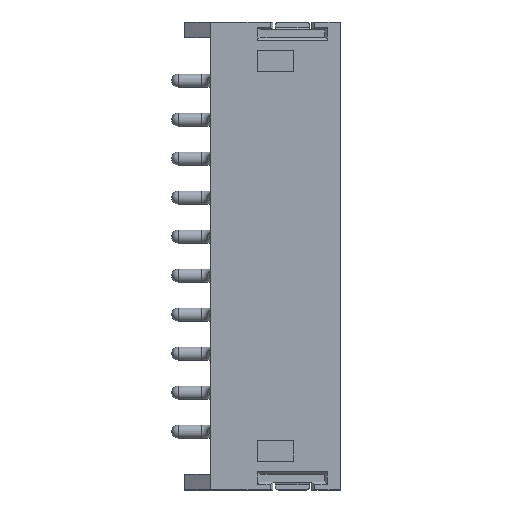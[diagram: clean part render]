
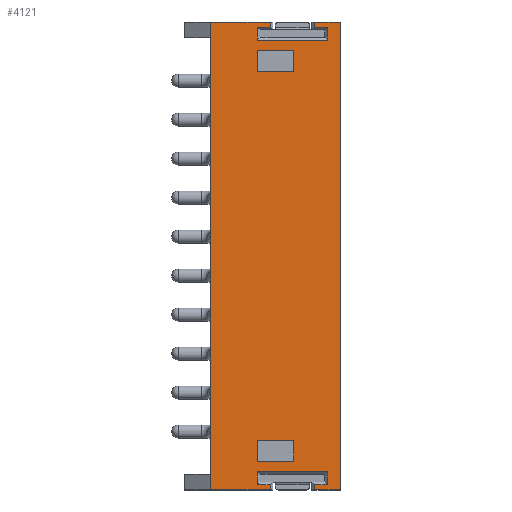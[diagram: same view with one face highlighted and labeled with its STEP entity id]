
A CAD part, top view. The second image highlights one B-rep face of the part: STEP entity #4121.
In plain terms, the highlighted planar face has unit normal (0, 0, 1).
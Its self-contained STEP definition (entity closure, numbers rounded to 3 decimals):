
#14=FACE_BOUND('',#546,.T.);
#15=FACE_BOUND('',#547,.T.);
#57=PLANE('',#4496);
#318=FACE_OUTER_BOUND('',#545,.T.);
#545=EDGE_LOOP('',(#3133,#3134,#3135,#3136,#3137,#3138,#3139,#3140,#3141,
#3142,#3143,#3144,#3145,#3146,#3147,#3148,#3149,#3150,#3151,#3152));
#546=EDGE_LOOP('',(#3153,#3154,#3155,#3156));
#547=EDGE_LOOP('',(#3157,#3158,#3159,#3160));
#774=LINE('',#6532,#1212);
#776=LINE('',#6537,#1214);
#782=LINE('',#6548,#1220);
#783=LINE('',#6550,#1221);
#785=LINE('',#6554,#1223);
#788=LINE('',#6560,#1226);
#793=LINE('',#6569,#1231);
#798=LINE('',#6579,#1236);
#800=LINE('',#6583,#1238);
#801=LINE('',#6585,#1239);
#802=LINE('',#6587,#1240);
#803=LINE('',#6589,#1241);
#804=LINE('',#6591,#1242);
#805=LINE('',#6593,#1243);
#806=LINE('',#6595,#1244);
#807=LINE('',#6597,#1245);
#808=LINE('',#6599,#1246);
#809=LINE('',#6601,#1247);
#810=LINE('',#6603,#1248);
#811=LINE('',#6604,#1249);
#812=LINE('',#6607,#1250);
#813=LINE('',#6609,#1251);
#814=LINE('',#6611,#1252);
#815=LINE('',#6612,#1253);
#816=LINE('',#6615,#1254);
#817=LINE('',#6617,#1255);
#818=LINE('',#6619,#1256);
#819=LINE('',#6620,#1257);
#1212=VECTOR('',#5162,10.);
#1214=VECTOR('',#5166,10.);
#1220=VECTOR('',#5174,10.);
#1221=VECTOR('',#5177,10.);
#1223=VECTOR('',#5181,10.);
#1226=VECTOR('',#5186,10.);
#1231=VECTOR('',#5193,10.);
#1236=VECTOR('',#5204,10.);
#1238=VECTOR('',#5208,10.);
#1239=VECTOR('',#5209,10.);
#1240=VECTOR('',#5210,10.);
#1241=VECTOR('',#5211,10.);
#1242=VECTOR('',#5212,10.);
#1243=VECTOR('',#5213,10.);
#1244=VECTOR('',#5214,10.);
#1245=VECTOR('',#5215,10.);
#1246=VECTOR('',#5216,10.);
#1247=VECTOR('',#5217,10.);
#1248=VECTOR('',#5218,10.);
#1249=VECTOR('',#5219,10.);
#1250=VECTOR('',#5220,10.);
#1251=VECTOR('',#5221,10.);
#1252=VECTOR('',#5222,10.);
#1253=VECTOR('',#5223,10.);
#1254=VECTOR('',#5224,10.);
#1255=VECTOR('',#5225,10.);
#1256=VECTOR('',#5226,10.);
#1257=VECTOR('',#5227,10.);
#1865=VERTEX_POINT('',#6529);
#1866=VERTEX_POINT('',#6531);
#1867=VERTEX_POINT('',#6535);
#1868=VERTEX_POINT('',#6536);
#1872=VERTEX_POINT('',#6546);
#1873=VERTEX_POINT('',#6553);
#1875=VERTEX_POINT('',#6559);
#1878=VERTEX_POINT('',#6567);
#1880=VERTEX_POINT('',#6578);
#1881=VERTEX_POINT('',#6582);
#1882=VERTEX_POINT('',#6584);
#1883=VERTEX_POINT('',#6586);
#1884=VERTEX_POINT('',#6588);
#1885=VERTEX_POINT('',#6590);
#1886=VERTEX_POINT('',#6592);
#1887=VERTEX_POINT('',#6594);
#1888=VERTEX_POINT('',#6596);
#1889=VERTEX_POINT('',#6598);
#1890=VERTEX_POINT('',#6600);
#1891=VERTEX_POINT('',#6602);
#1892=VERTEX_POINT('',#6605);
#1893=VERTEX_POINT('',#6606);
#1894=VERTEX_POINT('',#6608);
#1895=VERTEX_POINT('',#6610);
#1896=VERTEX_POINT('',#6613);
#1897=VERTEX_POINT('',#6614);
#1898=VERTEX_POINT('',#6616);
#1899=VERTEX_POINT('',#6618);
#2320=EDGE_CURVE('',#1865,#1866,#774,.T.);
#2322=EDGE_CURVE('',#1867,#1868,#776,.T.);
#2328=EDGE_CURVE('',#1872,#1865,#782,.T.);
#2329=EDGE_CURVE('',#1868,#1872,#783,.T.);
#2331=EDGE_CURVE('',#1873,#1867,#785,.T.);
#2334=EDGE_CURVE('',#1866,#1875,#788,.T.);
#2339=EDGE_CURVE('',#1878,#1873,#793,.T.);
#2344=EDGE_CURVE('',#1875,#1880,#798,.T.);
#2346=EDGE_CURVE('',#1881,#1878,#800,.T.);
#2347=EDGE_CURVE('',#1881,#1882,#801,.T.);
#2348=EDGE_CURVE('',#1882,#1883,#802,.T.);
#2349=EDGE_CURVE('',#1884,#1883,#803,.T.);
#2350=EDGE_CURVE('',#1885,#1884,#804,.T.);
#2351=EDGE_CURVE('',#1886,#1885,#805,.T.);
#2352=EDGE_CURVE('',#1887,#1886,#806,.T.);
#2353=EDGE_CURVE('',#1888,#1887,#807,.T.);
#2354=EDGE_CURVE('',#1889,#1888,#808,.T.);
#2355=EDGE_CURVE('',#1890,#1889,#809,.T.);
#2356=EDGE_CURVE('',#1890,#1891,#810,.T.);
#2357=EDGE_CURVE('',#1880,#1891,#811,.T.);
#2358=EDGE_CURVE('',#1892,#1893,#812,.T.);
#2359=EDGE_CURVE('',#1893,#1894,#813,.T.);
#2360=EDGE_CURVE('',#1894,#1895,#814,.T.);
#2361=EDGE_CURVE('',#1895,#1892,#815,.T.);
#2362=EDGE_CURVE('',#1896,#1897,#816,.T.);
#2363=EDGE_CURVE('',#1897,#1898,#817,.T.);
#2364=EDGE_CURVE('',#1898,#1899,#818,.T.);
#2365=EDGE_CURVE('',#1899,#1896,#819,.T.);
#3133=ORIENTED_EDGE('',*,*,#2334,.F.);
#3134=ORIENTED_EDGE('',*,*,#2320,.F.);
#3135=ORIENTED_EDGE('',*,*,#2328,.F.);
#3136=ORIENTED_EDGE('',*,*,#2329,.F.);
#3137=ORIENTED_EDGE('',*,*,#2322,.F.);
#3138=ORIENTED_EDGE('',*,*,#2331,.F.);
#3139=ORIENTED_EDGE('',*,*,#2339,.F.);
#3140=ORIENTED_EDGE('',*,*,#2346,.F.);
#3141=ORIENTED_EDGE('',*,*,#2347,.T.);
#3142=ORIENTED_EDGE('',*,*,#2348,.T.);
#3143=ORIENTED_EDGE('',*,*,#2349,.F.);
#3144=ORIENTED_EDGE('',*,*,#2350,.F.);
#3145=ORIENTED_EDGE('',*,*,#2351,.F.);
#3146=ORIENTED_EDGE('',*,*,#2352,.F.);
#3147=ORIENTED_EDGE('',*,*,#2353,.F.);
#3148=ORIENTED_EDGE('',*,*,#2354,.F.);
#3149=ORIENTED_EDGE('',*,*,#2355,.F.);
#3150=ORIENTED_EDGE('',*,*,#2356,.T.);
#3151=ORIENTED_EDGE('',*,*,#2357,.F.);
#3152=ORIENTED_EDGE('',*,*,#2344,.F.);
#3153=ORIENTED_EDGE('',*,*,#2358,.T.);
#3154=ORIENTED_EDGE('',*,*,#2359,.T.);
#3155=ORIENTED_EDGE('',*,*,#2360,.T.);
#3156=ORIENTED_EDGE('',*,*,#2361,.T.);
#3157=ORIENTED_EDGE('',*,*,#2362,.T.);
#3158=ORIENTED_EDGE('',*,*,#2363,.T.);
#3159=ORIENTED_EDGE('',*,*,#2364,.T.);
#3160=ORIENTED_EDGE('',*,*,#2365,.T.);
#4121=ADVANCED_FACE('',(#318,#14,#15),#57,.T.);
#4496=AXIS2_PLACEMENT_3D('',#6581,#5206,#5207);
#5162=DIRECTION('',(-1.,0.,0.));
#5166=DIRECTION('',(0.,-1.,0.));
#5174=DIRECTION('',(0.,1.,0.));
#5177=DIRECTION('',(1.,0.,0.));
#5181=DIRECTION('',(-1.,0.,0.));
#5186=DIRECTION('',(0.,1.,0.));
#5193=DIRECTION('',(0.,-1.,0.));
#5204=DIRECTION('',(1.,0.,0.));
#5206=DIRECTION('center_axis',(0.,0.,
1.));
#5207=DIRECTION('ref_axis',(0.,-1.,0.));
#5208=DIRECTION('',(1.,0.,0.));
#5209=DIRECTION('',(0.,-1.,0.));
#5210=DIRECTION('',(1.,0.,0.));
#5211=DIRECTION('',(0.,-1.,0.));
#5212=DIRECTION('',(1.,0.,0.));
#5213=DIRECTION('',(0.,-1.,0.));
#5214=DIRECTION('',(-1.,0.,0.));
#5215=DIRECTION('',(0.,1.,0.));
#5216=DIRECTION('',(1.,0.,0.));
#5217=DIRECTION('',(0.,1.,0.));
#5218=DIRECTION('',(1.,0.,0.));
#5219=DIRECTION('',(0.,-1.,0.));
#5220=DIRECTION('',(1.,0.,0.));
#5221=DIRECTION('',(0.,-1.,0.));
#5222=DIRECTION('',(-1.,0.,0.));
#5223=DIRECTION('',(0.,1.,0.));
#5224=DIRECTION('',(-1.,0.,0.));
#5225=DIRECTION('',(0.,1.,0.));
#5226=DIRECTION('',(1.,0.,0.));
#5227=DIRECTION('',(0.,-1.,0.));
#6529=CARTESIAN_POINT('',(5.25,15.55,3.7));
#6531=CARTESIAN_POINT('',(4.75,15.55,3.7));
#6532=CARTESIAN_POINT('',(2.95,15.55,3.7));
#6535=CARTESIAN_POINT('',(2.55,15.55,3.7));
#6536=CARTESIAN_POINT('',(2.55,15.05,3.7));
#6537=CARTESIAN_POINT('',(2.55,15.6,3.7));
#6546=CARTESIAN_POINT('',(5.25,15.05,3.7));
#6548=CARTESIAN_POINT('',(5.25,15.45,3.7));
#6550=CARTESIAN_POINT('',(1.7,15.05,3.7));
#6553=CARTESIAN_POINT('',(3.05,15.55,3.7));
#6554=CARTESIAN_POINT('',(2.95,15.55,3.7));
#6559=CARTESIAN_POINT('',(4.75,15.75,3.7));
#6560=CARTESIAN_POINT('',(4.75,15.75,3.7));
#6567=CARTESIAN_POINT('',(3.05,15.75,3.7));
#6569=CARTESIAN_POINT('',(3.05,15.75,3.7));
#6578=CARTESIAN_POINT('',(5.75,15.75,3.7));
#6579=CARTESIAN_POINT('',(0.75,15.75,3.7));
#6581=CARTESIAN_POINT('Origin',(0.75,15.75,3.7));
#6582=CARTESIAN_POINT('',(0.75,15.75,3.7));
#6583=CARTESIAN_POINT('',(0.75,15.75,3.7));
#6584=CARTESIAN_POINT('',(0.75,-2.25,3.7));
#6585=CARTESIAN_POINT('',(0.75,15.75,3.7));
#6586=CARTESIAN_POINT('',(3.05,-2.25,3.7));
#6587=CARTESIAN_POINT('',(0.75,-2.25,3.7));
#6588=CARTESIAN_POINT('',(3.05,-2.05,3.7));
#6589=CARTESIAN_POINT('',(3.05,6.75,3.7));
#6590=CARTESIAN_POINT('',(2.55,-2.05,3.7));
#6591=CARTESIAN_POINT('',(2.95,-2.05,3.7));
#6592=CARTESIAN_POINT('',(2.55,-1.55,3.7));
#6593=CARTESIAN_POINT('',(2.55,6.9,3.7));
#6594=CARTESIAN_POINT('',(5.25,-1.55,3.7));
#6595=CARTESIAN_POINT('',(1.7,-1.55,3.7));
#6596=CARTESIAN_POINT('',(5.25,-2.05,3.7));
#6597=CARTESIAN_POINT('',(5.25,7.05,3.7));
#6598=CARTESIAN_POINT('',(4.75,-2.05,3.7));
#6599=CARTESIAN_POINT('',(2.95,-2.05,3.7));
#6600=CARTESIAN_POINT('',(4.75,-2.25,3.7));
#6601=CARTESIAN_POINT('',(4.75,6.75,3.7));
#6602=CARTESIAN_POINT('',(5.75,-2.25,3.7));
#6603=CARTESIAN_POINT('',(0.75,-2.25,3.7));
#6604=CARTESIAN_POINT('',(5.75,15.75,3.7));
#6605=CARTESIAN_POINT('',(2.55,14.65,3.7));
#6606=CARTESIAN_POINT('',(3.95,14.65,3.7));
#6607=CARTESIAN_POINT('',(2.35,14.65,3.7));
#6608=CARTESIAN_POINT('',(3.95,13.85,3.7));
#6609=CARTESIAN_POINT('',(3.95,14.8,3.7));
#6610=CARTESIAN_POINT('',(2.55,13.85,3.7));
#6611=CARTESIAN_POINT('',(1.65,13.85,3.7));
#6612=CARTESIAN_POINT('',(2.55,15.2,3.7));
#6613=CARTESIAN_POINT('',(3.95,-1.15,3.7));
#6614=CARTESIAN_POINT('',(2.55,-1.15,3.7));
#6615=CARTESIAN_POINT('',(2.35,-1.15,3.7));
#6616=CARTESIAN_POINT('',(2.55,-0.35,3.7));
#6617=CARTESIAN_POINT('',(2.55,7.3,3.7));
#6618=CARTESIAN_POINT('',(3.95,-0.35,3.7));
#6619=CARTESIAN_POINT('',(1.65,-0.35,3.7));
#6620=CARTESIAN_POINT('',(3.95,7.7,3.7));
